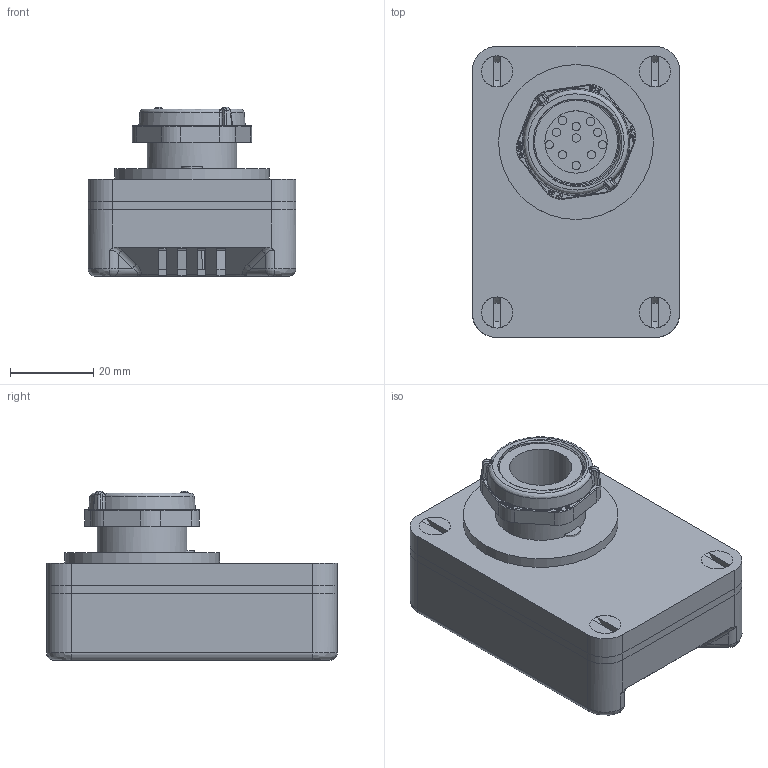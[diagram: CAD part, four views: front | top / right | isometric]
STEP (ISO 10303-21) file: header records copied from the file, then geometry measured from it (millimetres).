
FILE_DESCRIPTION (( 'STEP AP214' ), '1' );
FILE_NAME ('REBV4XKIT.STEP', '2018-10-24T22:30:35', ( '' ), ( '' ), 'SwSTEP 2.0', 'SolidWorks 2017', '' );
FILE_SCHEMA (( 'AUTOMOTIVE_DESIGN' ));
Length unit declared in the file: inch
Products named in the file (1): REBV4XKIT
Bounding box: 50.01 x 70 x 40.85 mm (x, y, z)
Volume: 51537.9 mm3; surface area: 36663.8 mm2
Topology: 13 solids, 13 shells, 2280 faces, 6243 edges, 4105 vertices
Faces by surface type: plane 1784, bspline 236, cylinder 188, cone 70, torus 2
Full cylindrical faces by diameter (mm): 0.26 x1, 2 x11, 2.54 x4, 3.3 x4, 4 x4, 4.5 x4, 5 x4, 6 x4, 15 x1, 20 x1, 21.59 x1, 21.85 x1, 37.25 x1
Entity records: 106950 total; most frequent: CARTESIAN_POINT 21382, ORIENTED_EDGE 12274, DIRECTION 10070, EDGE_CURVE 6137, VECTOR 5064, LINE 5064, VERTEX_POINT 4084, EDGE_LOOP 2541
